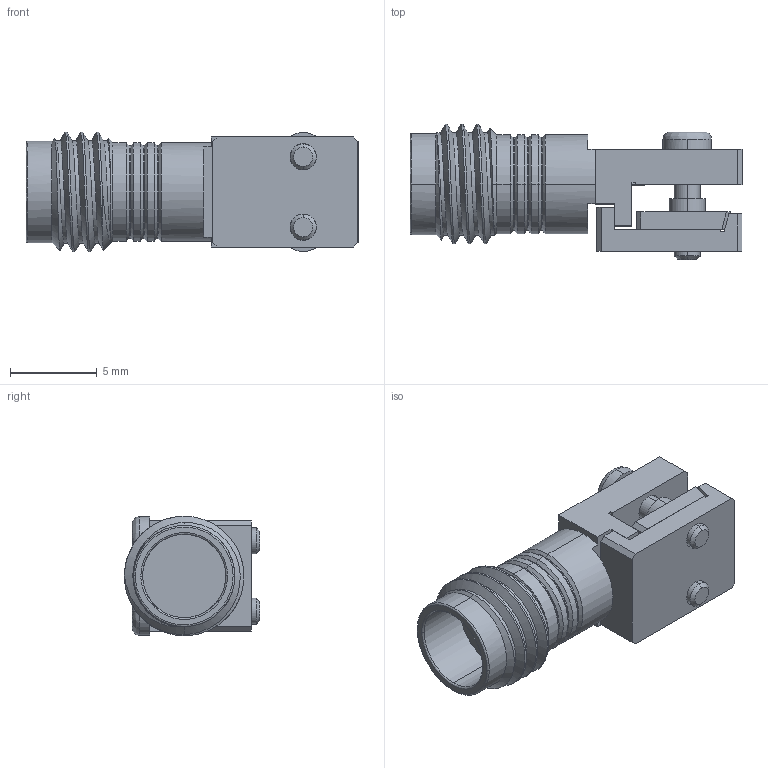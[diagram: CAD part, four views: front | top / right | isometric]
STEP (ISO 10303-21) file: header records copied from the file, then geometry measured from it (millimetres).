
FILE_DESCRIPTION (( 'STEP AP214' ), '1' );
FILE_NAME ('FMCN45950_3D.step', '2024-06-11T17:54:03', ( '' ), ( '' ), 'SwSTEP 2.0', 'SolidWorks 2022', '' );
FILE_SCHEMA (( 'AUTOMOTIVE_DESIGN' ));
Length unit declared in the file: inch
Products named in the file (7): 185-84NB-NS00-1^FMCN45950; 24-84NB-NS00-7_4_2^FMCN45950; FMCN45950_3D; 24-84NB-NS00-7_4^FMCN45950; 0-80UNF-2A-635L_4^FMCN45950; 24-84NB-NS00-5_3^FMCN45950; 24-84NB-NS00-8_3^FMCN45950
Assembly tree (7 placements, depth 2):
  FMCN45950_3D
    185-84NB-NS00-1^FMCN45950
    24-84NB-NS00-5_3^FMCN45950
    24-84NB-NS00-8_3^FMCN45950
    24-84NB-NS00-7_4_2^FMCN45950
    24-84NB-NS00-7_4^FMCN45950
    0-80UNF-2A-635L_4^FMCN45950  x2
Bounding box: 19.16 x 7.8 x 6.9 mm (x, y, z)
Volume: 480.2 mm3; surface area: 972.4 mm2
Topology: 6 solids, 8 shells, 233 faces, 611 edges, 402 vertices
Faces by surface type: plane 104, cylinder 92, cone 20, bspline 17
Entity records: 7775 total; most frequent: CARTESIAN_POINT 2553, DIRECTION 1054, ORIENTED_EDGE 1022, EDGE_CURVE 515, AXIS2_PLACEMENT_3D 389, VERTEX_POINT 338, VECTOR 276, LINE 276
